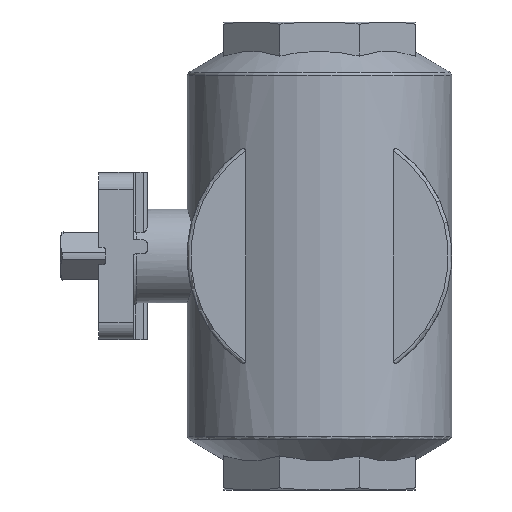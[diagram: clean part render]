
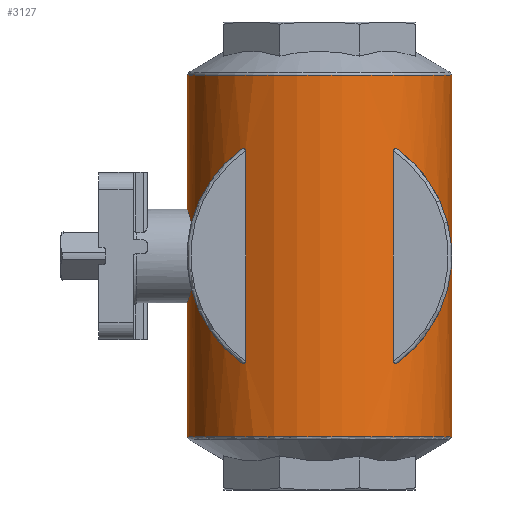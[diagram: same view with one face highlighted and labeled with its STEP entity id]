
A CAD part, left-side view. The second image highlights one B-rep face of the part: STEP entity #3127.
In plain terms, the highlighted cylindrical face has radius 38 mm (diameter 76 mm), a full revolution.
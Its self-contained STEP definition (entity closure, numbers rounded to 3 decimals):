
#23=ELLIPSE('',#3409,53.74,38.);
#24=ELLIPSE('',#3410,53.74,38.);
#25=ELLIPSE('',#3411,53.74,38.);
#26=ELLIPSE('',#3412,53.74,38.);
#27=ELLIPSE('',#3413,53.74,38.);
#28=ELLIPSE('',#3414,53.74,38.);
#146=B_SPLINE_CURVE_WITH_KNOTS('',3,(#4931,#4932,#4933,#4934,#4935,#4936,
#4937),.UNSPECIFIED.,.F.,.F.,(4,1,1,1,4),(0.074,0.08,
0.085,0.09,0.096),.UNSPECIFIED.);
#148=B_SPLINE_CURVE_WITH_KNOTS('',3,(#4948,#4949,#4950,#4951,#4952,#4953,
#4954,#4955),.UNSPECIFIED.,.F.,.F.,(4,1,1,1,1,4),(0.032,0.037,
0.043,0.048,0.051,0.053),
 .UNSPECIFIED.);
#169=B_SPLINE_CURVE_WITH_KNOTS('',3,(#5144,#5145,#5146,#5147,#5148,#5149,
#5150),.UNSPECIFIED.,.F.,.F.,(4,1,1,1,4),(0.,0.001,
0.001,0.002,0.002),
 .UNSPECIFIED.);
#170=B_SPLINE_CURVE_WITH_KNOTS('',3,(#5154,#5155,#5156,#5157,#5158,#5159,
#5160),.UNSPECIFIED.,.F.,.F.,(4,1,1,1,4),(0.003,0.003,
0.004,0.005,0.005),
 .UNSPECIFIED.);
#171=B_SPLINE_CURVE_WITH_KNOTS('',3,(#5167,#5168,#5169,#5170,#5171,#5172,
#5173),.UNSPECIFIED.,.F.,.F.,(4,1,1,1,4),(0.,0.001,
0.001,0.002,0.002),
 .UNSPECIFIED.);
#172=B_SPLINE_CURVE_WITH_KNOTS('',3,(#5177,#5178,#5179,#5180,#5181,#5182,
#5183),.UNSPECIFIED.,.F.,.F.,(4,1,1,1,4),(0.003,0.003,
0.004,0.005,0.005),
 .UNSPECIFIED.);
#415=LINE('',#5152,#590);
#416=LINE('',#5175,#591);
#590=VECTOR('',#3971,1000.);
#591=VECTOR('',#3978,1000.);
#948=ORIENTED_EDGE('',*,*,#1849,.F.);
#949=ORIENTED_EDGE('',*,*,#1795,.F.);
#950=ORIENTED_EDGE('',*,*,#1850,.F.);
#951=ORIENTED_EDGE('',*,*,#1851,.T.);
#952=ORIENTED_EDGE('',*,*,#1852,.F.);
#953=ORIENTED_EDGE('',*,*,#1853,.T.);
#954=ORIENTED_EDGE('',*,*,#1854,.F.);
#955=ORIENTED_EDGE('',*,*,#1793,.F.);
#956=ORIENTED_EDGE('',*,*,#1855,.F.);
#957=ORIENTED_EDGE('',*,*,#1856,.F.);
#958=ORIENTED_EDGE('',*,*,#1857,.T.);
#959=ORIENTED_EDGE('',*,*,#1858,.F.);
#960=ORIENTED_EDGE('',*,*,#1859,.T.);
#961=ORIENTED_EDGE('',*,*,#1860,.F.);
#962=ORIENTED_EDGE('',*,*,#1861,.F.);
#963=ORIENTED_EDGE('',*,*,#1862,.T.);
#1793=EDGE_CURVE('',#2234,#2235,#146,.T.);
#1795=EDGE_CURVE('',#2236,#2237,#148,.T.);
#1849=EDGE_CURVE('',#2280,#2280,#2495,.T.);
#1850=EDGE_CURVE('',#2281,#2236,#23,.T.);
#1851=EDGE_CURVE('',#2281,#2282,#169,.T.);
#1852=EDGE_CURVE('',#2283,#2282,#415,.F.);
#1853=EDGE_CURVE('',#2283,#2284,#170,.T.);
#1854=EDGE_CURVE('',#2235,#2284,#24,.F.);
#1855=EDGE_CURVE('',#2285,#2234,#25,.F.);
#1856=EDGE_CURVE('',#2286,#2285,#26,.F.);
#1857=EDGE_CURVE('',#2286,#2287,#171,.T.);
#1858=EDGE_CURVE('',#2288,#2287,#416,.T.);
#1859=EDGE_CURVE('',#2288,#2289,#172,.T.);
#1860=EDGE_CURVE('',#2285,#2289,#27,.T.);
#1861=EDGE_CURVE('',#2237,#2285,#28,.T.);
#1862=EDGE_CURVE('',#2290,#2290,#2496,.T.);
#2234=VERTEX_POINT('',#4938);
#2235=VERTEX_POINT('',#4939);
#2236=VERTEX_POINT('',#4947);
#2237=VERTEX_POINT('',#4956);
#2280=VERTEX_POINT('',#5141);
#2281=VERTEX_POINT('',#5143);
#2282=VERTEX_POINT('',#5151);
#2283=VERTEX_POINT('',#5153);
#2284=VERTEX_POINT('',#5161);
#2285=VERTEX_POINT('',#5164);
#2286=VERTEX_POINT('',#5166);
#2287=VERTEX_POINT('',#5174);
#2288=VERTEX_POINT('',#5176);
#2289=VERTEX_POINT('',#5184);
#2290=VERTEX_POINT('',#5188);
#2495=CIRCLE('',#3408,38.);
#2496=CIRCLE('',#3415,38.);
#2623=EDGE_LOOP('',(#948));
#2624=EDGE_LOOP('',(#949,#950,#951,#952,#953,#954,#955,#956,#957,#958,#959,
#960,#961,#962));
#2625=EDGE_LOOP('',(#963));
#2855=FACE_BOUND('',#2623,.T.);
#2856=FACE_BOUND('',#2624,.T.);
#2857=FACE_BOUND('',#2625,.T.);
#3051=CYLINDRICAL_SURFACE('',#3407,38.);
#3127=ADVANCED_FACE('',(#2855,#2856,#2857),#3051,.T.);
#3407=AXIS2_PLACEMENT_3D('',#5139,#3965,#3966);
#3408=AXIS2_PLACEMENT_3D('',#5140,#3967,#3968);
#3409=AXIS2_PLACEMENT_3D('',#5142,#3969,#3970);
#3410=AXIS2_PLACEMENT_3D('',#5162,#3972,#3973);
#3411=AXIS2_PLACEMENT_3D('',#5163,#3974,#3975);
#3412=AXIS2_PLACEMENT_3D('',#5165,#3976,#3977);
#3413=AXIS2_PLACEMENT_3D('',#5185,#3979,#3980);
#3414=AXIS2_PLACEMENT_3D('',#5186,#3981,#3982);
#3415=AXIS2_PLACEMENT_3D('',#5187,#3983,#3984);
#3965=DIRECTION('',(0.,0.,-1.));
#3966=DIRECTION('',(-1.,0.,0.));
#3967=DIRECTION('',(0.,0.,-1.));
#3968=DIRECTION('',(-1.,0.,0.));
#3969=DIRECTION('',(-0.707,0.,-0.707));
#3970=DIRECTION('',(0.707,0.,-0.707));
#3971=DIRECTION('',(0.,0.,-1.));
#3972=DIRECTION('',(0.707,0.,-0.707));
#3973=DIRECTION('',(-0.707,0.,-0.707));
#3974=DIRECTION('',(-0.707,0.,-0.707));
#3975=DIRECTION('',(0.707,0.,-0.707));
#3976=DIRECTION('',(0.707,0.,-0.707));
#3977=DIRECTION('',(-0.707,0.,-0.707));
#3978=DIRECTION('',(0.,0.,-1.));
#3979=DIRECTION('',(-0.707,0.,-0.707));
#3980=DIRECTION('',(0.707,0.,-0.707));
#3981=DIRECTION('',(0.707,0.,-0.707));
#3982=DIRECTION('',(-0.707,0.,-0.707));
#3983=DIRECTION('',(0.,0.,-1.));
#3984=DIRECTION('',(-1.,0.,0.));
#4931=CARTESIAN_POINT('',(9.546,36.781,-9.546));
#4932=CARTESIAN_POINT('',(8.309,37.103,-10.783));
#4933=CARTESIAN_POINT('',(5.341,37.736,-12.781));
#4934=CARTESIAN_POINT('',(0.004,38.132,-13.859));
#4935=CARTESIAN_POINT('',(-5.34,37.736,-12.783));
#4936=CARTESIAN_POINT('',(-8.312,37.102,-10.78));
#4937=CARTESIAN_POINT('',(-9.546,36.781,-9.546));
#4938=CARTESIAN_POINT('',(9.546,36.781,-9.546));
#4939=CARTESIAN_POINT('',(-9.546,36.781,-9.546));
#4947=CARTESIAN_POINT('',(-9.546,36.781,9.546));
#4948=CARTESIAN_POINT('',(-9.546,36.781,9.546));
#4949=CARTESIAN_POINT('',(-8.306,37.103,10.786));
#4950=CARTESIAN_POINT('',(-5.341,37.736,12.78));
#4951=CARTESIAN_POINT('',(-0.006,38.131,13.857));
#4952=CARTESIAN_POINT('',(4.436,37.804,12.968));
#4953=CARTESIAN_POINT('',(7.573,37.26,11.279));
#4954=CARTESIAN_POINT('',(8.922,36.943,10.17));
#4955=CARTESIAN_POINT('',(9.546,36.781,9.546));
#4956=CARTESIAN_POINT('',(9.546,36.781,9.546));
#5139=CARTESIAN_POINT('',(0.,0.,-67.25));
#5140=CARTESIAN_POINT('',(0.,0.,-51.934));
#5141=CARTESIAN_POINT('',(-38.,0.,-51.934));
#5142=CARTESIAN_POINT('',(0.,0.,0.));
#5143=CARTESIAN_POINT('',(-30.5,22.666,30.5));
#5144=CARTESIAN_POINT('',(-30.5,22.666,30.5));
#5145=CARTESIAN_POINT('',(-30.591,22.543,30.591));
#5146=CARTESIAN_POINT('',(-30.779,22.288,30.748));
#5147=CARTESIAN_POINT('',(-31.077,21.871,30.885));
#5148=CARTESIAN_POINT('',(-31.407,21.394,30.831));
#5149=CARTESIAN_POINT('',(-31.5,21.254,30.465));
#5150=CARTESIAN_POINT('',(-31.5,21.254,30.286));
#5151=CARTESIAN_POINT('',(-31.5,21.254,30.286));
#5152=CARTESIAN_POINT('',(-31.5,21.254,-67.25));
#5153=CARTESIAN_POINT('',(-31.5,21.254,-30.286));
#5154=CARTESIAN_POINT('',(-31.5,21.254,-30.286));
#5155=CARTESIAN_POINT('',(-31.5,21.254,-30.462));
#5156=CARTESIAN_POINT('',(-31.407,21.394,-30.832));
#5157=CARTESIAN_POINT('',(-31.076,21.872,-30.885));
#5158=CARTESIAN_POINT('',(-30.78,22.286,-30.749));
#5159=CARTESIAN_POINT('',(-30.591,22.543,-30.591));
#5160=CARTESIAN_POINT('',(-30.5,22.666,-30.5));
#5161=CARTESIAN_POINT('',(-30.5,22.666,-30.5));
#5162=CARTESIAN_POINT('',(0.,0.,0.));
#5163=CARTESIAN_POINT('',(0.,0.,0.));
#5164=CARTESIAN_POINT('',(0.,-38.,0.));
#5165=CARTESIAN_POINT('',(0.,0.,0.));
#5166=CARTESIAN_POINT('',(-30.5,-22.666,-30.5));
#5167=CARTESIAN_POINT('',(-30.5,-22.666,-30.5));
#5168=CARTESIAN_POINT('',(-30.591,-22.543,-30.591));
#5169=CARTESIAN_POINT('',(-30.779,-22.288,-30.748));
#5170=CARTESIAN_POINT('',(-31.077,-21.871,-30.885));
#5171=CARTESIAN_POINT('',(-31.407,-21.394,-30.831));
#5172=CARTESIAN_POINT('',(-31.5,-21.254,-30.465));
#5173=CARTESIAN_POINT('',(-31.5,-21.254,-30.286));
#5174=CARTESIAN_POINT('',(-31.5,-21.254,-30.286));
#5175=CARTESIAN_POINT('',(-31.5,-21.254,-67.25));
#5176=CARTESIAN_POINT('',(-31.5,-21.254,30.286));
#5177=CARTESIAN_POINT('',(-31.5,-21.254,30.286));
#5178=CARTESIAN_POINT('',(-31.5,-21.254,30.462));
#5179=CARTESIAN_POINT('',(-31.407,-21.394,30.832));
#5180=CARTESIAN_POINT('',(-31.076,-21.872,30.885));
#5181=CARTESIAN_POINT('',(-30.78,-22.286,30.749));
#5182=CARTESIAN_POINT('',(-30.591,-22.543,30.591));
#5183=CARTESIAN_POINT('',(-30.5,-22.666,30.5));
#5184=CARTESIAN_POINT('',(-30.5,-22.666,30.5));
#5185=CARTESIAN_POINT('',(0.,0.,0.));
#5186=CARTESIAN_POINT('',(0.,0.,0.));
#5187=CARTESIAN_POINT('',(0.,0.,51.934));
#5188=CARTESIAN_POINT('',(-38.,0.,51.934));
